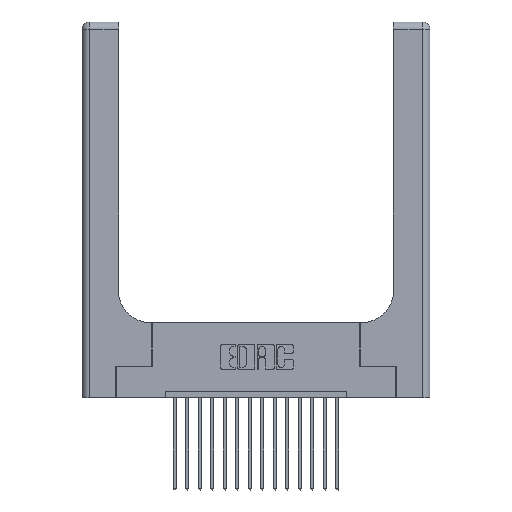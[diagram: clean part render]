
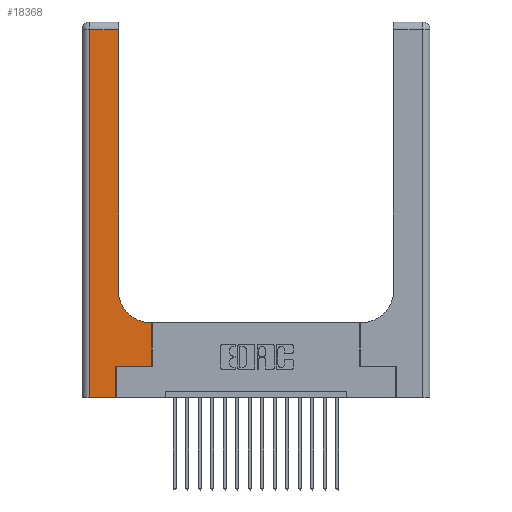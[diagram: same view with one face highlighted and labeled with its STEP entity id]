
A CAD part, top view. The second image highlights one B-rep face of the part: STEP entity #18368.
In plain terms, the highlighted planar face has unit normal (0, 0, 1).
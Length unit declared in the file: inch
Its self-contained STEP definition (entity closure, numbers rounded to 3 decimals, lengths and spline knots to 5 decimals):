
#48 = CARTESIAN_POINT ( 'NONE',  ( 0.269, 0., 0.37 ) ) ;
#446 = CARTESIAN_POINT ( 'NONE',  ( 0.5415, 0.85, 0.37 ) ) ;
#583 = VERTEX_POINT ( 'NONE', #10603 ) ;
#664 = VECTOR ( 'NONE', #12943, 39.37008 ) ;
#824 = VECTOR ( 'NONE', #8287, 39.37008 ) ;
#1397 = LINE ( 'NONE', #48, #11968 ) ;
#2003 = LINE ( 'NONE', #15014, #7862 ) ;
#2074 = CARTESIAN_POINT ( 'NONE',  ( 0.2915, 0.85, 0.37 ) ) ;
#2509 = VERTEX_POINT ( 'NONE', #2074 ) ;
#2701 = ORIENTED_EDGE ( 'NONE', *, *, #11173, .T. ) ;
#2976 = LINE ( 'NONE', #3978, #824 ) ;
#3002 = PLANE ( 'NONE',  #17291 ) ;
#3978 = CARTESIAN_POINT ( 'NONE',  ( 0.269, 0.25, 0.37 ) ) ;
#4213 = CIRCLE ( 'NONE', #17778, 0.25 ) ;
#4329 = FACE_OUTER_BOUND ( 'NONE', #13879, .T. ) ;
#4443 = EDGE_CURVE ( 'NONE', #10916, #8950, #18700, .T. ) ;
#4446 = DIRECTION ( 'NONE',  ( 0., 1., 0. ) ) ;
#4541 = ORIENTED_EDGE ( 'NONE', *, *, #7772, .T. ) ;
#4944 = ORIENTED_EDGE ( 'NONE', *, *, #14796, .T. ) ;
#5110 = CARTESIAN_POINT ( 'NONE',  ( 0.06, 0., 0.37 ) ) ;
#5442 = CARTESIAN_POINT ( 'NONE',  ( 0., 0., 0.37 ) ) ;
#5537 = DIRECTION ( 'NONE',  ( 0., -1., 0. ) ) ;
#6512 = DIRECTION ( 'NONE',  ( 0., 0., -1. ) ) ;
#6694 = VECTOR ( 'NONE', #5537, 39.37008 ) ;
#6898 = DIRECTION ( 'NONE',  ( -1., 0., 0. ) ) ;
#7018 = CARTESIAN_POINT ( 'NONE',  ( 0.06, 3., 0.37 ) ) ;
#7254 = CARTESIAN_POINT ( 'NONE',  ( 0.5585, 0.25, 0.37 ) ) ;
#7561 = ORIENTED_EDGE ( 'NONE', *, *, #15831, .T. ) ;
#7649 = DIRECTION ( 'NONE',  ( -1., 0., 0. ) ) ;
#7772 = EDGE_CURVE ( 'NONE', #10212, #16692, #11468, .T. ) ;
#7862 = VECTOR ( 'NONE', #4446, 39.37008 ) ;
#8287 = DIRECTION ( 'NONE',  ( 1., 0., 0. ) ) ;
#8371 = CARTESIAN_POINT ( 'NONE',  ( 0., 2.94, 0.37 ) ) ;
#8950 = VERTEX_POINT ( 'NONE', #5110 ) ;
#9354 = LINE ( 'NONE', #5442, #9375 ) ;
#9375 = VECTOR ( 'NONE', #13175, 39.37008 ) ;
#9728 = VECTOR ( 'NONE', #12687, 39.37008 ) ;
#9770 = EDGE_CURVE ( 'NONE', #15825, #17161, #2976, .T. ) ;
#10212 = VERTEX_POINT ( 'NONE', #19366 ) ;
#10603 = CARTESIAN_POINT ( 'NONE',  ( 0.2915, 2.94, 0.37 ) ) ;
#10916 = VERTEX_POINT ( 'NONE', #16093 ) ;
#11173 = EDGE_CURVE ( 'NONE', #2509, #583, #2003, .T. ) ;
#11447 = EDGE_CURVE ( 'NONE', #583, #10916, #15113, .T. ) ;
#11468 = LINE ( 'NONE', #15883, #13122 ) ;
#11968 = VECTOR ( 'NONE', #12094, 39.37008 ) ;
#12094 = DIRECTION ( 'NONE',  ( 0., 1., 0. ) ) ;
#12687 = DIRECTION ( 'NONE',  ( -1., 0., 0. ) ) ;
#12943 = DIRECTION ( 'NONE',  ( 0., 1., 0. ) ) ;
#13122 = VECTOR ( 'NONE', #6898, 39.37008 ) ;
#13175 = DIRECTION ( 'NONE',  ( 1., 0., 0. ) ) ;
#13840 = EDGE_CURVE ( 'NONE', #19007, #15825, #1397, .T. ) ;
#13879 = EDGE_LOOP ( 'NONE', ( #2701, #16196, #18497, #4944, #14606, #18147, #16328, #4541, #7561 ) ) ;
#14073 = DIRECTION ( 'NONE',  ( 1., 0., 0. ) ) ;
#14172 = EDGE_CURVE ( 'NONE', #17161, #10212, #16661, .T. ) ;
#14322 = CARTESIAN_POINT ( 'NONE',  ( 0.5585, 0.25, 0.37 ) ) ;
#14606 = ORIENTED_EDGE ( 'NONE', *, *, #13840, .T. ) ;
#14796 = EDGE_CURVE ( 'NONE', #8950, #19007, #9354, .T. ) ;
#14912 = CARTESIAN_POINT ( 'NONE',  ( 0., 3., 0.37 ) ) ;
#15014 = CARTESIAN_POINT ( 'NONE',  ( 0.2915, 3., 0.37 ) ) ;
#15113 = LINE ( 'NONE', #8371, #9728 ) ;
#15561 = CARTESIAN_POINT ( 'NONE',  ( 0.269, 0.25, 0.37 ) ) ;
#15825 = VERTEX_POINT ( 'NONE', #15561 ) ;
#15831 = EDGE_CURVE ( 'NONE', #16692, #2509, #4213, .T. ) ;
#15883 = CARTESIAN_POINT ( 'NONE',  ( 0.2915, 0.6, 0.37 ) ) ;
#16093 = CARTESIAN_POINT ( 'NONE',  ( 0.06, 2.94, 0.37 ) ) ;
#16196 = ORIENTED_EDGE ( 'NONE', *, *, #11447, .T. ) ;
#16328 = ORIENTED_EDGE ( 'NONE', *, *, #14172, .T. ) ;
#16635 = DIRECTION ( 'NONE',  ( 0., 0., -1. ) ) ;
#16661 = LINE ( 'NONE', #14322, #664 ) ;
#16692 = VERTEX_POINT ( 'NONE', #18199 ) ;
#17161 = VERTEX_POINT ( 'NONE', #7254 ) ;
#17291 = AXIS2_PLACEMENT_3D ( 'NONE', #14912, #16635, #7649 ) ;
#17778 = AXIS2_PLACEMENT_3D ( 'NONE', #446, #6512, #14073 ) ;
#18147 = ORIENTED_EDGE ( 'NONE', *, *, #9770, .T. ) ;
#18199 = CARTESIAN_POINT ( 'NONE',  ( 0.5415, 0.6, 0.37 ) ) ;
#18270 = CARTESIAN_POINT ( 'NONE',  ( 0.269, 0., 0.37 ) ) ;
#18368 = ADVANCED_FACE ( 'NONE', ( #4329 ), #3002, .F. ) ;
#18497 = ORIENTED_EDGE ( 'NONE', *, *, #4443, .T. ) ;
#18700 = LINE ( 'NONE', #7018, #6694 ) ;
#19007 = VERTEX_POINT ( 'NONE', #18270 ) ;
#19366 = CARTESIAN_POINT ( 'NONE',  ( 0.5585, 0.6, 0.37 ) ) ;
